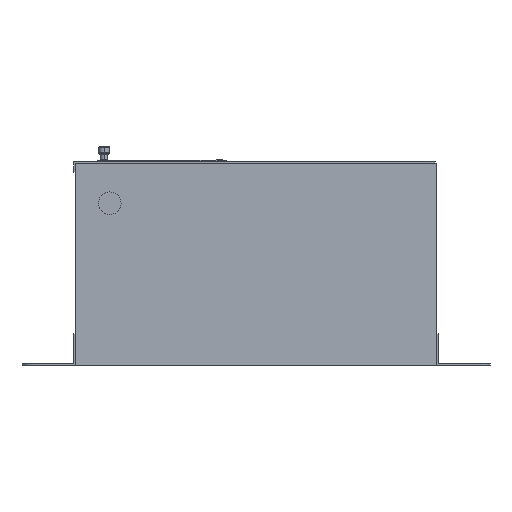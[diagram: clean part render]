
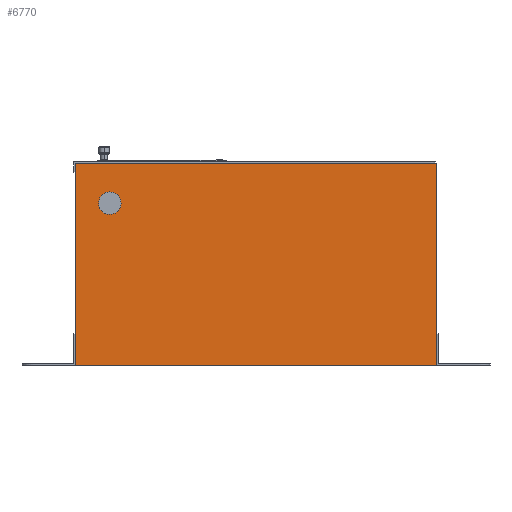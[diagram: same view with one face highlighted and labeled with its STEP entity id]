
A CAD part, left-side view. The second image highlights one B-rep face of the part: STEP entity #6770.
In plain terms, the highlighted planar face has unit normal (-1, 0, 0).
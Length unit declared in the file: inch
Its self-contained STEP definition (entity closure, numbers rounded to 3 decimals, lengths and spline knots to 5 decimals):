
#25 = DIRECTION ( 'NONE',  ( 0., 0., 1. ) ) ;
#141 = EDGE_LOOP ( 'NONE', ( #6942, #7349, #4763, #5854 ) ) ;
#205 = CARTESIAN_POINT ( 'NONE',  ( -12., -8.5, -4.75 ) ) ;
#214 = AXIS2_PLACEMENT_3D ( 'NONE', #411, #4487, #3882 ) ;
#411 = CARTESIAN_POINT ( 'NONE',  ( -12., -8.5, 4.75 ) ) ;
#428 = VECTOR ( 'NONE', #2653, 39.37008 ) ;
#574 = DIRECTION ( 'NONE',  ( -1., 0., 0. ) ) ;
#588 = CARTESIAN_POINT ( 'NONE',  ( -12., -8.5, -4.75 ) ) ;
#647 = VERTEX_POINT ( 'NONE', #205 ) ;
#774 = AXIS2_PLACEMENT_3D ( 'NONE', #2948, #574, #25 ) ;
#941 = CARTESIAN_POINT ( 'NONE',  ( -12., -8.5, 4.75 ) ) ;
#990 = CIRCLE ( 'NONE', #774, 0.53125 ) ;
#1028 = EDGE_CURVE ( 'NONE', #1040, #7454, #990, .T. ) ;
#1040 = VERTEX_POINT ( 'NONE', #7453 ) ;
#1197 = AXIS2_PLACEMENT_3D ( 'NONE', #6921, #4685, #4708 ) ;
#1418 = CARTESIAN_POINT ( 'NONE',  ( -12., 6.875, 3.40625 ) ) ;
#1661 = DIRECTION ( 'NONE',  ( 0., -1., 0. ) ) ;
#1823 = LINE ( 'NONE', #941, #3834 ) ;
#2031 = EDGE_CURVE ( 'NONE', #5342, #647, #3709, .T. ) ;
#2058 = PLANE ( 'NONE',  #214 ) ;
#2089 = DIRECTION ( 'NONE',  ( 0., 0., -1. ) ) ;
#2207 = CARTESIAN_POINT ( 'NONE',  ( -12., -8.5, 4.75 ) ) ;
#2569 = VERTEX_POINT ( 'NONE', #3734 ) ;
#2653 = DIRECTION ( 'NONE',  ( 0., 0., -1. ) ) ;
#2948 = CARTESIAN_POINT ( 'NONE',  ( -12., 6.875, 2.875 ) ) ;
#3182 = CARTESIAN_POINT ( 'NONE',  ( -12., 8.5, 4.75 ) ) ;
#3465 = VECTOR ( 'NONE', #2089, 39.37008 ) ;
#3480 = VERTEX_POINT ( 'NONE', #6790 ) ;
#3709 = LINE ( 'NONE', #3742, #428 ) ;
#3734 = CARTESIAN_POINT ( 'NONE',  ( -12., 8.5, 4.75 ) ) ;
#3742 = CARTESIAN_POINT ( 'NONE',  ( -12., -8.5, 4.75 ) ) ;
#3834 = VECTOR ( 'NONE', #5492, 39.37008 ) ;
#3882 = DIRECTION ( 'NONE',  ( 0., 0., -1. ) ) ;
#3948 = EDGE_LOOP ( 'NONE', ( #6126, #4636 ) ) ;
#4076 = LINE ( 'NONE', #588, #6889 ) ;
#4487 = DIRECTION ( 'NONE',  ( 1., 0., 0. ) ) ;
#4636 = ORIENTED_EDGE ( 'NONE', *, *, #1028, .F. ) ;
#4685 = DIRECTION ( 'NONE',  ( -1., 0., 0. ) ) ;
#4708 = DIRECTION ( 'NONE',  ( 0., 0., 1. ) ) ;
#4750 = LINE ( 'NONE', #3182, #3465 ) ;
#4763 = ORIENTED_EDGE ( 'NONE', *, *, #6388, .F. ) ;
#4837 = EDGE_CURVE ( 'NONE', #7454, #1040, #7048, .T. ) ;
#5342 = VERTEX_POINT ( 'NONE', #2207 ) ;
#5492 = DIRECTION ( 'NONE',  ( 0., -1., 0. ) ) ;
#5854 = ORIENTED_EDGE ( 'NONE', *, *, #6425, .T. ) ;
#6126 = ORIENTED_EDGE ( 'NONE', *, *, #4837, .F. ) ;
#6275 = FACE_BOUND ( 'NONE', #3948, .T. ) ;
#6388 = EDGE_CURVE ( 'NONE', #2569, #5342, #1823, .T. ) ;
#6425 = EDGE_CURVE ( 'NONE', #2569, #3480, #4750, .T. ) ;
#6770 = ADVANCED_FACE ( 'NONE', ( #6275, #7328 ), #2058, .F. ) ;
#6790 = CARTESIAN_POINT ( 'NONE',  ( -12., 8.5, -4.75 ) ) ;
#6889 = VECTOR ( 'NONE', #1661, 39.37008 ) ;
#6921 = CARTESIAN_POINT ( 'NONE',  ( -12., 6.875, 2.875 ) ) ;
#6942 = ORIENTED_EDGE ( 'NONE', *, *, #7181, .T. ) ;
#7048 = CIRCLE ( 'NONE', #1197, 0.53125 ) ;
#7181 = EDGE_CURVE ( 'NONE', #3480, #647, #4076, .T. ) ;
#7328 = FACE_OUTER_BOUND ( 'NONE', #141, .T. ) ;
#7349 = ORIENTED_EDGE ( 'NONE', *, *, #2031, .F. ) ;
#7453 = CARTESIAN_POINT ( 'NONE',  ( -12., 6.875, 2.34375 ) ) ;
#7454 = VERTEX_POINT ( 'NONE', #1418 ) ;
